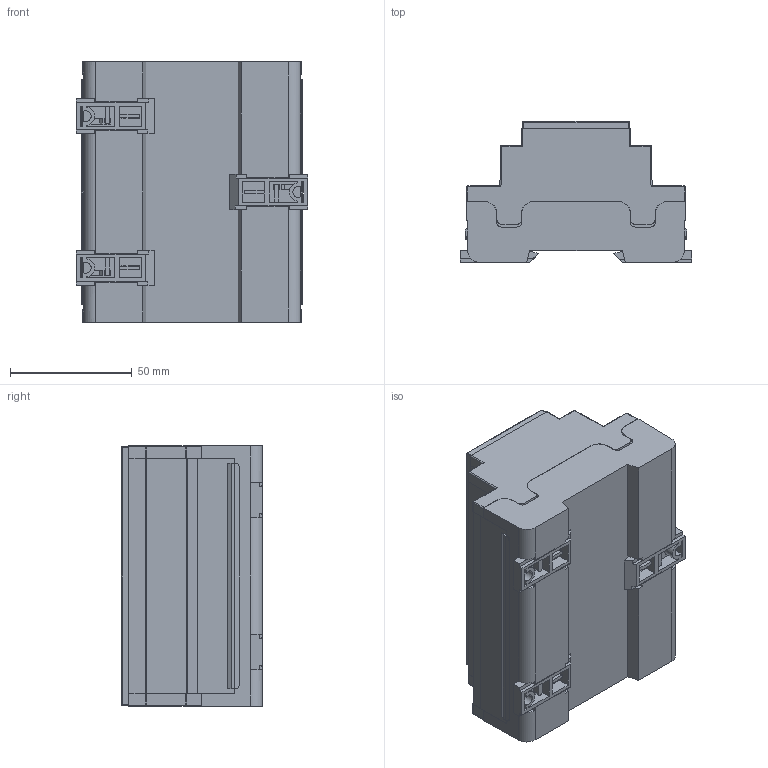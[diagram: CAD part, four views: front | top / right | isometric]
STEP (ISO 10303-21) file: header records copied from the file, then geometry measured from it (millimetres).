
FILE_DESCRIPTION (( 'STEP AP203' ), '1' );
FILE_NAME ('449-360-00.STEP', '2021-08-24T13:12:51', ( '' ), ( '' ), 'SwSTEP 2.0', 'SolidWorks 2018', '' );
FILE_SCHEMA (( 'CONFIG_CONTROL_DESIGN' ));
Length unit declared in the file: centimetre
Products named in the file (5): 449-360-00; 044936002_044936002; 044900300; 044900400_044900400; 044936001
Assembly tree (7 placements, depth 2):
  449-360-00
    044936002_044936002
    044936001
    044900300  x3
    044900400_044900400  x2
Bounding box: 95 x 58 x 107 mm (x, y, z)
Volume: 62776.8 mm3; surface area: 88493.1 mm2
Topology: 7 solids, 7 shells, 1136 faces, 3115 edges, 2016 vertices
Faces by surface type: plane 994, cylinder 126, sphere 12, cone 4
Entity records: 27762 total; most frequent: CARTESIAN_POINT 4929, ORIENTED_EDGE 4778, DIRECTION 4325, EDGE_CURVE 2389, VECTOR 2145, LINE 2145, VERTEX_POINT 1550, AXIS2_PLACEMENT_3D 1090
